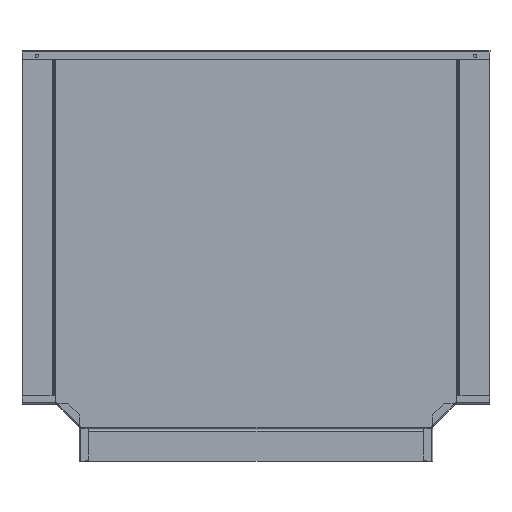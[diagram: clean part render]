
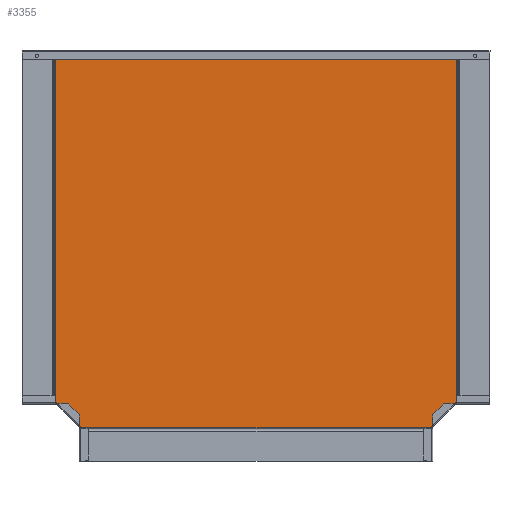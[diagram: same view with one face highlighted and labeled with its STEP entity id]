
A CAD part, top view. The second image highlights one B-rep face of the part: STEP entity #3355.
In plain terms, the highlighted planar face has unit normal (0, 0, 1).
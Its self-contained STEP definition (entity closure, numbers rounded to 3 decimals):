
#2720=DIRECTION('',(1.,0.,0.));
#2721=VECTOR('',#2720,684.543);
#2722=CARTESIAN_POINT('',(-342.272,698.85,0.));
#2723=LINE('',#2722,#2721);
#2733=DIRECTION('',(0.,1.,0.));
#2734=VECTOR('',#2733,598.5);
#2735=CARTESIAN_POINT('',(-342.272,100.35,0.));
#2736=LINE('',#2735,#2734);
#2737=DIRECTION('',(0.,1.,0.));
#2738=VECTOR('',#2737,1.972);
#2739=CARTESIAN_POINT('',(299.25,57.328,0.));
#2740=LINE('',#2739,#2738);
#2741=DIRECTION('',(0.,-1.,0.));
#2742=VECTOR('',#2741,1.972);
#2743=CARTESIAN_POINT('',(-299.25,59.3,0.));
#2744=LINE('',#2743,#2742);
#2745=DIRECTION('',(0.707,-0.707,0.));
#2746=VECTOR('',#2745,58.053);
#2747=CARTESIAN_POINT('',(-340.3,100.35,0.));
#2748=LINE('',#2747,#2746);
#2749=DIRECTION('',(1.,0.,0.));
#2750=VECTOR('',#2749,1.972);
#2751=CARTESIAN_POINT('',(-342.272,100.35,0.));
#2752=LINE('',#2751,#2750);
#2753=DIRECTION('',(1.,0.,0.));
#2754=VECTOR('',#2753,1.972);
#2755=CARTESIAN_POINT('',(340.3,100.35,0.));
#2756=LINE('',#2755,#2754);
#2757=DIRECTION('',(0.707,0.707,0.));
#2758=VECTOR('',#2757,58.053);
#2759=CARTESIAN_POINT('',(299.25,59.3,0.));
#2760=LINE('',#2759,#2758);
#2923=DIRECTION('',(0.,-1.,0.));
#2924=VECTOR('',#2923,598.5);
#2925=CARTESIAN_POINT('',(342.272,698.85,0.));
#2926=LINE('',#2925,#2924);
#3049=DIRECTION('',(-1.,0.,0.));
#3050=VECTOR('',#3049,598.5);
#3051=CARTESIAN_POINT('',(299.25,57.328,0.));
#3052=LINE('',#3051,#3050);
#3120=CARTESIAN_POINT('',(-340.3,100.35,0.));
#3121=VERTEX_POINT('',#3120);
#3122=CARTESIAN_POINT('',(-342.272,100.35,0.));
#3123=VERTEX_POINT('',#3122);
#3128=CARTESIAN_POINT('',(-342.272,698.85,0.));
#3129=CARTESIAN_POINT('',(342.272,698.85,0.));
#3130=VERTEX_POINT('',#3128);
#3131=VERTEX_POINT('',#3129);
#3156=CARTESIAN_POINT('',(299.25,59.3,0.));
#3157=VERTEX_POINT('',#3156);
#3158=CARTESIAN_POINT('',(299.25,57.328,0.));
#3159=VERTEX_POINT('',#3158);
#3164=CARTESIAN_POINT('',(-299.25,59.3,0.));
#3165=CARTESIAN_POINT('',(-299.25,57.328,0.));
#3166=VERTEX_POINT('',#3164);
#3167=VERTEX_POINT('',#3165);
#3183=CARTESIAN_POINT('',(340.3,100.35,0.));
#3184=CARTESIAN_POINT('',(342.272,100.35,0.));
#3185=VERTEX_POINT('',#3183);
#3186=VERTEX_POINT('',#3184);
#3331=CARTESIAN_POINT('',(-299.25,50.2,0.));
#3332=DIRECTION('',(0.,0.,1.));
#3333=DIRECTION('',(1.,0.,0.));
#3334=AXIS2_PLACEMENT_3D('',#3331,#3332,#3333);
#3335=PLANE('',#3334);
#3337=ORIENTED_EDGE('',*,*,#3336,.F.);
#3339=ORIENTED_EDGE('',*,*,#3338,.T.);
#3341=ORIENTED_EDGE('',*,*,#3340,.F.);
#3343=ORIENTED_EDGE('',*,*,#3342,.F.);
#3344=ORIENTED_EDGE('',*,*,#3224,.F.);
#3345=ORIENTED_EDGE('',*,*,#3325,.T.);
#3346=ORIENTED_EDGE('',*,*,#3298,.T.);
#3348=ORIENTED_EDGE('',*,*,#3347,.T.);
#3350=ORIENTED_EDGE('',*,*,#3349,.F.);
#3352=ORIENTED_EDGE('',*,*,#3351,.F.);
#3353=EDGE_LOOP('',(#3337,#3339,#3341,#3343,#3344,#3345,#3346,#3348,#3350,
#3352));
#3354=FACE_OUTER_BOUND('',#3353,.F.);
#3355=ADVANCED_FACE('',(#3354),#3335,.T.);
#3224=EDGE_CURVE('',#3123,#3121,#2752,.T.);
#3298=EDGE_CURVE('',#3130,#3131,#2723,.T.);
#3325=EDGE_CURVE('',#3123,#3130,#2736,.T.);
#3336=EDGE_CURVE('',#3159,#3157,#2740,.T.);
#3338=EDGE_CURVE('',#3159,#3167,#3052,.T.);
#3340=EDGE_CURVE('',#3166,#3167,#2744,.T.);
#3342=EDGE_CURVE('',#3121,#3166,#2748,.T.);
#3347=EDGE_CURVE('',#3131,#3186,#2926,.T.);
#3349=EDGE_CURVE('',#3185,#3186,#2756,.T.);
#3351=EDGE_CURVE('',#3157,#3185,#2760,.T.);
